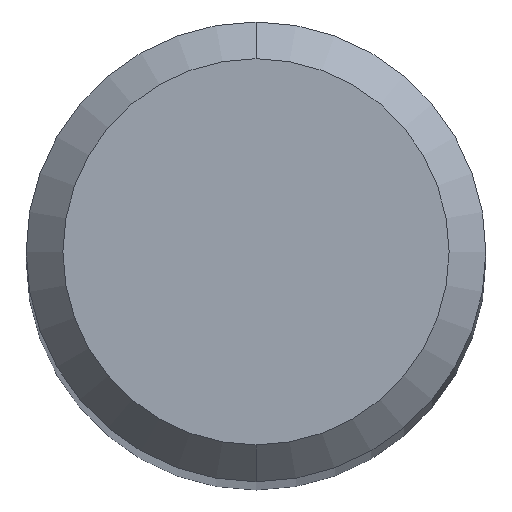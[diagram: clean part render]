
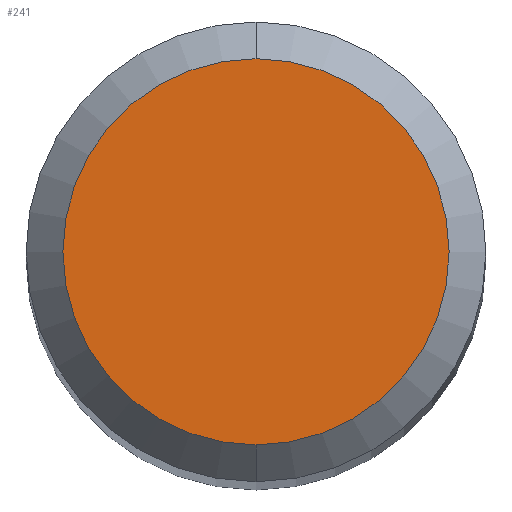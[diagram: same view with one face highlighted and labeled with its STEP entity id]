
A CAD part, top view. The second image highlights one B-rep face of the part: STEP entity #241.
In plain terms, the highlighted planar face has unit normal (0, 0, 1).
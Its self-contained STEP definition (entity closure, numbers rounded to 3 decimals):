
#241=ADVANCED_FACE('',(#552),#553,.T.);
#249=VERTEX_POINT('',#562);
#329=EDGE_CURVE('',#345,#249,#652,.T.);
#345=VERTEX_POINT('',#670);
#445=EDGE_CURVE('',#249,#345,#782,.T.);
#552=FACE_OUTER_BOUND('',#968,.T.);
#553=PLANE('',#969);
#562=CARTESIAN_POINT('',(0.0,2.1,0.0));
#652=CIRCLE('',#1154,2.1);
#670=CARTESIAN_POINT('',(0.,-2.1,0.0));
#782=CIRCLE('',#1417,2.1);
#968=EDGE_LOOP('',(#1503,#1504));
#969=AXIS2_PLACEMENT_3D('',#1505,#1506,#1507);
#1154=AXIS2_PLACEMENT_3D('',#1635,#1636,#1637);
#1417=AXIS2_PLACEMENT_3D('',#1793,#1794,#1795);
#1503=ORIENTED_EDGE('',*,*,#445,.F.);
#1504=ORIENTED_EDGE('',*,*,#329,.F.);
#1505=CARTESIAN_POINT('',(0.0,1.05,0.0));
#1506=DIRECTION('',(-0.0,0.0,1.0));
#1507=DIRECTION('',(0.0,-1.0,0.0));
#1635=CARTESIAN_POINT('',(0.0,0.0,0.0));
#1636=DIRECTION('',(0.0,0.0,-1.0));
#1637=DIRECTION('',(0.0,1.0,0.0));
#1793=CARTESIAN_POINT('',(0.0,0.0,0.0));
#1794=DIRECTION('',(0.0,0.0,-1.0));
#1795=DIRECTION('',(0.0,1.0,0.0));
